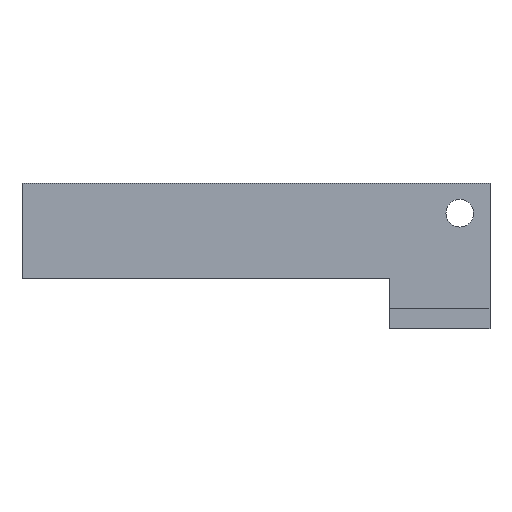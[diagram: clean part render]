
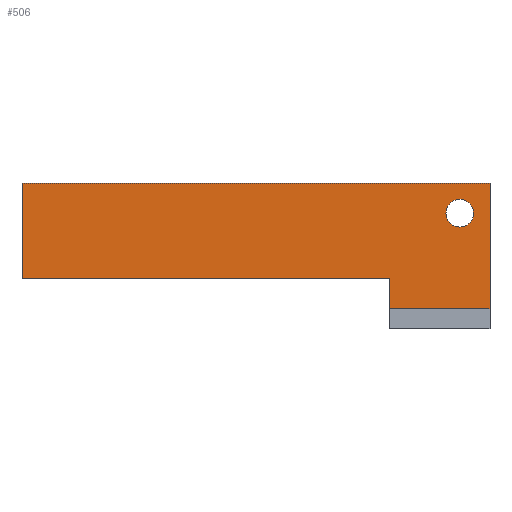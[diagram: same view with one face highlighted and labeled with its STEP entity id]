
A CAD part, front view. The second image highlights one B-rep face of the part: STEP entity #506.
In plain terms, the highlighted planar face has unit normal (0, -1, 0).
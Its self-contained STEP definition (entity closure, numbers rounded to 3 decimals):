
#32 = PLANE('',#33);
#33 = AXIS2_PLACEMENT_3D('',#34,#35,#36);
#34 = CARTESIAN_POINT('',(19.,0.,-88.));
#35 = DIRECTION('',(0.,0.,1.));
#36 = DIRECTION('',(1.,0.,0.));
#57 = VERTEX_POINT('',#58);
#58 = CARTESIAN_POINT('',(19.,-5.,-88.));
#72 = PLANE('',#73);
#73 = AXIS2_PLACEMENT_3D('',#74,#75,#76);
#74 = CARTESIAN_POINT('',(19.,0.,-107.));
#75 = DIRECTION('',(-1.,0.,0.));
#76 = DIRECTION('',(0.,0.,1.));
#84 = EDGE_CURVE('',#57,#85,#87,.T.);
#85 = VERTEX_POINT('',#86);
#86 = CARTESIAN_POINT('',(112.,-5.,-88.));
#87 = SURFACE_CURVE('',#88,(#92,#99),.PCURVE_S1.);
#88 = LINE('',#89,#90);
#89 = CARTESIAN_POINT('',(19.,-5.,-88.));
#90 = VECTOR('',#91,1.);
#91 = DIRECTION('',(1.,0.,0.));
#92 = PCURVE('',#32,#93);
#93 = DEFINITIONAL_REPRESENTATION('',(#94),#98);
#94 = LINE('',#95,#96);
#95 = CARTESIAN_POINT('',(0.,-5.));
#96 = VECTOR('',#97,1.);
#97 = DIRECTION('',(1.,0.));
#98 = ( GEOMETRIC_REPRESENTATION_CONTEXT(2) 
PARAMETRIC_REPRESENTATION_CONTEXT() REPRESENTATION_CONTEXT('2D SPACE',''
  ) );
#99 = PCURVE('',#100,#105);
#100 = PLANE('',#101);
#101 = AXIS2_PLACEMENT_3D('',#102,#103,#104);
#102 = CARTESIAN_POINT('',(68.492,-5.,-99.508));
#103 = DIRECTION('',(0.,1.,0.));
#104 = DIRECTION('',(0.,0.,1.));
#105 = DEFINITIONAL_REPRESENTATION('',(#106),#110);
#106 = LINE('',#107,#108);
#107 = CARTESIAN_POINT('',(11.508,-49.492));
#108 = VECTOR('',#109,1.);
#109 = DIRECTION('',(0.,1.));
#110 = ( GEOMETRIC_REPRESENTATION_CONTEXT(2) 
PARAMETRIC_REPRESENTATION_CONTEXT() REPRESENTATION_CONTEXT('2D SPACE',''
  ) );
#128 = PLANE('',#129);
#129 = AXIS2_PLACEMENT_3D('',#130,#131,#132);
#130 = CARTESIAN_POINT('',(112.,0.,-88.));
#131 = DIRECTION('',(1.,0.,0.));
#132 = DIRECTION('',(0.,0.,-1.));
#258 = PLANE('',#259);
#259 = AXIS2_PLACEMENT_3D('',#260,#261,#262);
#260 = CARTESIAN_POINT('',(92.,0.,-107.));
#261 = DIRECTION('',(0.,0.,-1.));
#262 = DIRECTION('',(-1.,0.,0.));
#410 = PLANE('',#411);
#411 = AXIS2_PLACEMENT_3D('',#412,#413,#414);
#412 = CARTESIAN_POINT('',(92.,0.,-117.));
#413 = DIRECTION('',(-1.,0.,0.));
#414 = DIRECTION('',(0.,0.,1.));
#441 = CYLINDRICAL_SURFACE('',#442,2.75);
#442 = AXIS2_PLACEMENT_3D('',#443,#444,#445);
#443 = CARTESIAN_POINT('',(106.,-5.,-94.));
#444 = DIRECTION('',(0.,1.,0.));
#445 = DIRECTION('',(1.,0.,0.));
#458 = EDGE_CURVE('',#85,#459,#461,.T.);
#459 = VERTEX_POINT('',#460);
#460 = CARTESIAN_POINT('',(112.,-5.,-113.));
#461 = SURFACE_CURVE('',#462,(#466,#473),.PCURVE_S1.);
#462 = LINE('',#463,#464);
#463 = CARTESIAN_POINT('',(112.,-5.,-88.));
#464 = VECTOR('',#465,1.);
#465 = DIRECTION('',(0.,0.,-1.));
#466 = PCURVE('',#128,#467);
#467 = DEFINITIONAL_REPRESENTATION('',(#468),#472);
#468 = LINE('',#469,#470);
#469 = CARTESIAN_POINT('',(0.,-5.));
#470 = VECTOR('',#471,1.);
#471 = DIRECTION('',(1.,0.));
#472 = ( GEOMETRIC_REPRESENTATION_CONTEXT(2) 
PARAMETRIC_REPRESENTATION_CONTEXT() REPRESENTATION_CONTEXT('2D SPACE',''
  ) );
#473 = PCURVE('',#100,#474);
#474 = DEFINITIONAL_REPRESENTATION('',(#475),#479);
#475 = LINE('',#476,#477);
#476 = CARTESIAN_POINT('',(11.508,43.508));
#477 = VECTOR('',#478,1.);
#478 = DIRECTION('',(-1.,0.));
#479 = ( GEOMETRIC_REPRESENTATION_CONTEXT(2) 
PARAMETRIC_REPRESENTATION_CONTEXT() REPRESENTATION_CONTEXT('2D SPACE',''
  ) );
#506 = ADVANCED_FACE('',(#507,#604),#100,.F.);
#507 = FACE_BOUND('',#508,.F.);
#508 = EDGE_LOOP('',(#509,#532,#533,#534,#560,#583));
#509 = ORIENTED_EDGE('',*,*,#510,.T.);
#510 = EDGE_CURVE('',#511,#57,#513,.T.);
#511 = VERTEX_POINT('',#512);
#512 = CARTESIAN_POINT('',(19.,-5.,-107.));
#513 = SURFACE_CURVE('',#514,(#518,#525),.PCURVE_S1.);
#514 = LINE('',#515,#516);
#515 = CARTESIAN_POINT('',(19.,-5.,-107.));
#516 = VECTOR('',#517,1.);
#517 = DIRECTION('',(0.,0.,1.));
#518 = PCURVE('',#100,#519);
#519 = DEFINITIONAL_REPRESENTATION('',(#520),#524);
#520 = LINE('',#521,#522);
#521 = CARTESIAN_POINT('',(-7.492,-49.492));
#522 = VECTOR('',#523,1.);
#523 = DIRECTION('',(1.,0.));
#524 = ( GEOMETRIC_REPRESENTATION_CONTEXT(2) 
PARAMETRIC_REPRESENTATION_CONTEXT() REPRESENTATION_CONTEXT('2D SPACE',''
  ) );
#525 = PCURVE('',#72,#526);
#526 = DEFINITIONAL_REPRESENTATION('',(#527),#531);
#527 = LINE('',#528,#529);
#528 = CARTESIAN_POINT('',(0.,-5.));
#529 = VECTOR('',#530,1.);
#530 = DIRECTION('',(1.,0.));
#531 = ( GEOMETRIC_REPRESENTATION_CONTEXT(2) 
PARAMETRIC_REPRESENTATION_CONTEXT() REPRESENTATION_CONTEXT('2D SPACE',''
  ) );
#532 = ORIENTED_EDGE('',*,*,#84,.T.);
#533 = ORIENTED_EDGE('',*,*,#458,.T.);
#534 = ORIENTED_EDGE('',*,*,#535,.T.);
#535 = EDGE_CURVE('',#459,#536,#538,.T.);
#536 = VERTEX_POINT('',#537);
#537 = CARTESIAN_POINT('',(92.,-5.,-113.));
#538 = SURFACE_CURVE('',#539,(#543,#549),.PCURVE_S1.);
#539 = LINE('',#540,#541);
#540 = CARTESIAN_POINT('',(90.246,-5.,-113.));
#541 = VECTOR('',#542,1.);
#542 = DIRECTION('',(-1.,0.,0.));
#543 = PCURVE('',#100,#544);
#544 = DEFINITIONAL_REPRESENTATION('',(#545),#548);
#545 = B_SPLINE_CURVE_WITH_KNOTS('',1,(#546,#547),.UNSPECIFIED.,.F.,.F.,
  (2,2),(-23.754,0.246),.PIECEWISE_BEZIER_KNOTS.);
#546 = CARTESIAN_POINT('',(-13.492,45.508));
#547 = CARTESIAN_POINT('',(-13.492,21.508));
#548 = ( GEOMETRIC_REPRESENTATION_CONTEXT(2) 
PARAMETRIC_REPRESENTATION_CONTEXT() REPRESENTATION_CONTEXT('2D SPACE',''
  ) );
#549 = PCURVE('',#550,#555);
#550 = PLANE('',#551);
#551 = AXIS2_PLACEMENT_3D('',#552,#553,#554);
#552 = CARTESIAN_POINT('',(112.,0.,-113.));
#553 = DIRECTION('',(0.,0.,-1.));
#554 = DIRECTION('',(-1.,0.,0.));
#555 = DEFINITIONAL_REPRESENTATION('',(#556),#559);
#556 = B_SPLINE_CURVE_WITH_KNOTS('',1,(#557,#558),.UNSPECIFIED.,.F.,.F.,
  (2,2),(-23.754,0.246),.PIECEWISE_BEZIER_KNOTS.);
#557 = CARTESIAN_POINT('',(-2.,-5.));
#558 = CARTESIAN_POINT('',(22.,-5.));
#559 = ( GEOMETRIC_REPRESENTATION_CONTEXT(2) 
PARAMETRIC_REPRESENTATION_CONTEXT() REPRESENTATION_CONTEXT('2D SPACE',''
  ) );
#560 = ORIENTED_EDGE('',*,*,#561,.T.);
#561 = EDGE_CURVE('',#536,#562,#564,.T.);
#562 = VERTEX_POINT('',#563);
#563 = CARTESIAN_POINT('',(92.,-5.,-107.));
#564 = SURFACE_CURVE('',#565,(#569,#576),.PCURVE_S1.);
#565 = LINE('',#566,#567);
#566 = CARTESIAN_POINT('',(92.,-5.,-117.));
#567 = VECTOR('',#568,1.);
#568 = DIRECTION('',(0.,0.,1.));
#569 = PCURVE('',#100,#570);
#570 = DEFINITIONAL_REPRESENTATION('',(#571),#575);
#571 = LINE('',#572,#573);
#572 = CARTESIAN_POINT('',(-17.492,23.508));
#573 = VECTOR('',#574,1.);
#574 = DIRECTION('',(1.,0.));
#575 = ( GEOMETRIC_REPRESENTATION_CONTEXT(2) 
PARAMETRIC_REPRESENTATION_CONTEXT() REPRESENTATION_CONTEXT('2D SPACE',''
  ) );
#576 = PCURVE('',#410,#577);
#577 = DEFINITIONAL_REPRESENTATION('',(#578),#582);
#578 = LINE('',#579,#580);
#579 = CARTESIAN_POINT('',(0.,-5.));
#580 = VECTOR('',#581,1.);
#581 = DIRECTION('',(1.,0.));
#582 = ( GEOMETRIC_REPRESENTATION_CONTEXT(2) 
PARAMETRIC_REPRESENTATION_CONTEXT() REPRESENTATION_CONTEXT('2D SPACE',''
  ) );
#583 = ORIENTED_EDGE('',*,*,#584,.T.);
#584 = EDGE_CURVE('',#562,#511,#585,.T.);
#585 = SURFACE_CURVE('',#586,(#590,#597),.PCURVE_S1.);
#586 = LINE('',#587,#588);
#587 = CARTESIAN_POINT('',(92.,-5.,-107.));
#588 = VECTOR('',#589,1.);
#589 = DIRECTION('',(-1.,0.,0.));
#590 = PCURVE('',#100,#591);
#591 = DEFINITIONAL_REPRESENTATION('',(#592),#596);
#592 = LINE('',#593,#594);
#593 = CARTESIAN_POINT('',(-7.492,23.508));
#594 = VECTOR('',#595,1.);
#595 = DIRECTION('',(0.,-1.));
#596 = ( GEOMETRIC_REPRESENTATION_CONTEXT(2) 
PARAMETRIC_REPRESENTATION_CONTEXT() REPRESENTATION_CONTEXT('2D SPACE',''
  ) );
#597 = PCURVE('',#258,#598);
#598 = DEFINITIONAL_REPRESENTATION('',(#599),#603);
#599 = LINE('',#600,#601);
#600 = CARTESIAN_POINT('',(0.,-5.));
#601 = VECTOR('',#602,1.);
#602 = DIRECTION('',(1.,0.));
#603 = ( GEOMETRIC_REPRESENTATION_CONTEXT(2) 
PARAMETRIC_REPRESENTATION_CONTEXT() REPRESENTATION_CONTEXT('2D SPACE',''
  ) );
#604 = FACE_BOUND('',#605,.F.);
#605 = EDGE_LOOP('',(#606));
#606 = ORIENTED_EDGE('',*,*,#607,.T.);
#607 = EDGE_CURVE('',#608,#608,#610,.T.);
#608 = VERTEX_POINT('',#609);
#609 = CARTESIAN_POINT('',(108.75,-5.,-94.));
#610 = SURFACE_CURVE('',#611,(#616,#627),.PCURVE_S1.);
#611 = CIRCLE('',#612,2.75);
#612 = AXIS2_PLACEMENT_3D('',#613,#614,#615);
#613 = CARTESIAN_POINT('',(106.,-5.,-94.));
#614 = DIRECTION('',(0.,-1.,0.));
#615 = DIRECTION('',(1.,0.,0.));
#616 = PCURVE('',#100,#617);
#617 = DEFINITIONAL_REPRESENTATION('',(#618),#626);
#618 = ( BOUNDED_CURVE() B_SPLINE_CURVE(2,(#619,#620,#621,#622,#623,#624
,#625),.UNSPECIFIED.,.T.,.F.) B_SPLINE_CURVE_WITH_KNOTS((1,2,2,2,2,1),(
    -2.094,0.,2.094,4.189,6.283,
8.378),.UNSPECIFIED.) CURVE() GEOMETRIC_REPRESENTATION_ITEM() 
RATIONAL_B_SPLINE_CURVE((1.,0.5,1.,0.5,1.,0.5,1.)) REPRESENTATION_ITEM(
  '') );
#619 = CARTESIAN_POINT('',(5.508,40.258));
#620 = CARTESIAN_POINT('',(10.271,40.258));
#621 = CARTESIAN_POINT('',(7.89,36.133));
#622 = CARTESIAN_POINT('',(5.508,32.008));
#623 = CARTESIAN_POINT('',(3.127,36.133));
#624 = CARTESIAN_POINT('',(0.745,40.258));
#625 = CARTESIAN_POINT('',(5.508,40.258));
#626 = ( GEOMETRIC_REPRESENTATION_CONTEXT(2) 
PARAMETRIC_REPRESENTATION_CONTEXT() REPRESENTATION_CONTEXT('2D SPACE',''
  ) );
#627 = PCURVE('',#441,#628);
#628 = DEFINITIONAL_REPRESENTATION('',(#629),#633);
#629 = LINE('',#630,#631);
#630 = CARTESIAN_POINT('',(-0.,0.));
#631 = VECTOR('',#632,1.);
#632 = DIRECTION('',(-1.,0.));
#633 = ( GEOMETRIC_REPRESENTATION_CONTEXT(2) 
PARAMETRIC_REPRESENTATION_CONTEXT() REPRESENTATION_CONTEXT('2D SPACE',''
  ) );
